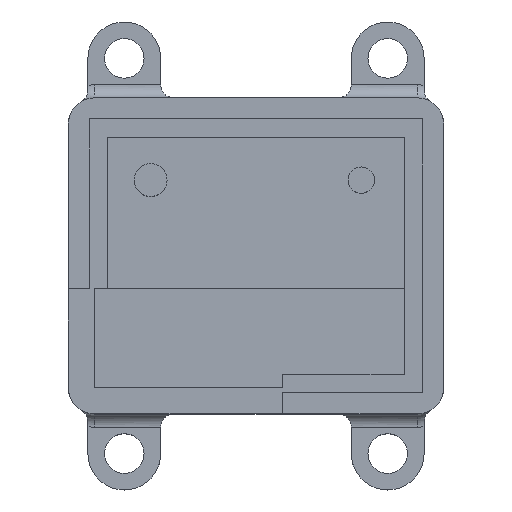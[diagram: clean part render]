
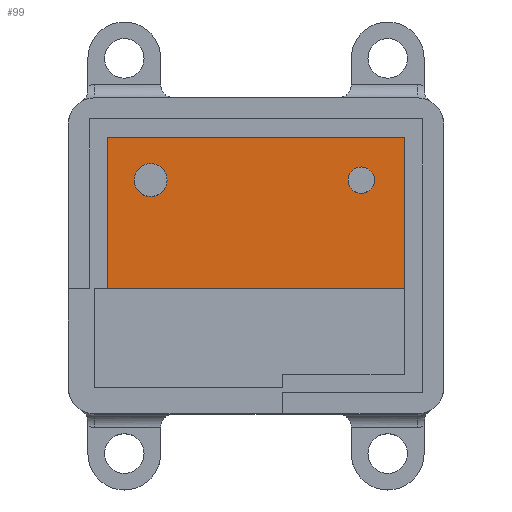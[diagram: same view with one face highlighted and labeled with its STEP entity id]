
A CAD part, top view. The second image highlights one B-rep face of the part: STEP entity #99.
In plain terms, the highlighted planar face has unit normal (0, 0, 1).
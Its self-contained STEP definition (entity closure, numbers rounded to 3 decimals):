
#99=ADVANCED_FACE('',(#468,#470,#472),#474,.T.);
#468=FACE_BOUND('',#469,.T.);
#469=EDGE_LOOP('',(#887,#888,#889,#890));
#470=FACE_BOUND('',#471,.T.);
#471=EDGE_LOOP('',(#891));
#472=FACE_BOUND('',#473,.T.);
#473=EDGE_LOOP('',(#892));
#474=PLANE('',#475);
#475=AXIS2_PLACEMENT_3D('',#476,#477,#478);
#476=CARTESIAN_POINT('',(0.,4.75,-1.5));
#477=DIRECTION('',(0.,0.,1.));
#478=DIRECTION('',(1.,0.,0.));
#887=ORIENTED_EDGE('',*,*,#1109,.T.);
#888=ORIENTED_EDGE('',*,*,#1107,.T.);
#889=ORIENTED_EDGE('',*,*,#1115,.T.);
#890=ORIENTED_EDGE('',*,*,#1111,.T.);
#891=ORIENTED_EDGE('',*,*,#1123,.F.);
#892=ORIENTED_EDGE('',*,*,#1124,.F.);
#1107=EDGE_CURVE('',#1384,#1382,#1385,.T.);
#1109=EDGE_CURVE('',#1387,#1384,#1388,.T.);
#1111=EDGE_CURVE('',#1390,#1387,#1391,.T.);
#1115=EDGE_CURVE('',#1382,#1390,#1396,.T.);
#1123=EDGE_CURVE('',#1407,#1407,#1408,.T.);
#1124=EDGE_CURVE('',#1409,#1409,#1410,.T.);
#1382=VERTEX_POINT('',#2016);
#1384=VERTEX_POINT('',#2020);
#1385=LINE('',#2021,#2022);
#1387=VERTEX_POINT('',#2027);
#1388=LINE('',#2028,#2029);
#1390=VERTEX_POINT('',#2034);
#1391=LINE('',#2035,#2036);
#1396=LINE('',#2048,#2049);
#1407=VERTEX_POINT('',#2075);
#1408=CIRCLE('',#2076,1.25);
#1409=VERTEX_POINT('',#2080);
#1410=CIRCLE('',#2081,1.);
#2016=CARTESIAN_POINT('',(11.25,-2.5,-1.5));
#2020=CARTESIAN_POINT('',(-11.25,-2.5,-1.5));
#2021=CARTESIAN_POINT('',(-11.25,-2.5,-1.5));
#2022=VECTOR('',#2023,1.);
#2023=DIRECTION('',(1.,0.,0.));
#2027=CARTESIAN_POINT('',(-11.25,9.,-1.5));
#2028=CARTESIAN_POINT('',(-11.25,9.,-1.5));
#2029=VECTOR('',#2030,1.);
#2030=DIRECTION('',(0.,-1.,0.));
#2034=CARTESIAN_POINT('',(11.25,9.,-1.5));
#2035=CARTESIAN_POINT('',(11.25,9.,-1.5));
#2036=VECTOR('',#2037,1.);
#2037=DIRECTION('',(-1.,0.,0.));
#2048=CARTESIAN_POINT('',(11.25,-2.5,-1.5));
#2049=VECTOR('',#2050,1.);
#2050=DIRECTION('',(0.,1.,0.));
#2075=CARTESIAN_POINT('',(-6.75,5.75,-1.5));
#2076=AXIS2_PLACEMENT_3D('',#2077,#2078,#2079);
#2077=CARTESIAN_POINT('',(-8.,5.75,-1.5));
#2078=DIRECTION('',(0.,0.,1.));
#2079=DIRECTION('',(-1.,0.,0.));
#2080=CARTESIAN_POINT('',(9.,5.75,-1.5));
#2081=AXIS2_PLACEMENT_3D('',#2082,#2083,#2084);
#2082=CARTESIAN_POINT('',(8.,5.75,-1.5));
#2083=DIRECTION('',(0.,0.,1.));
#2084=DIRECTION('',(-1.,0.,0.));
